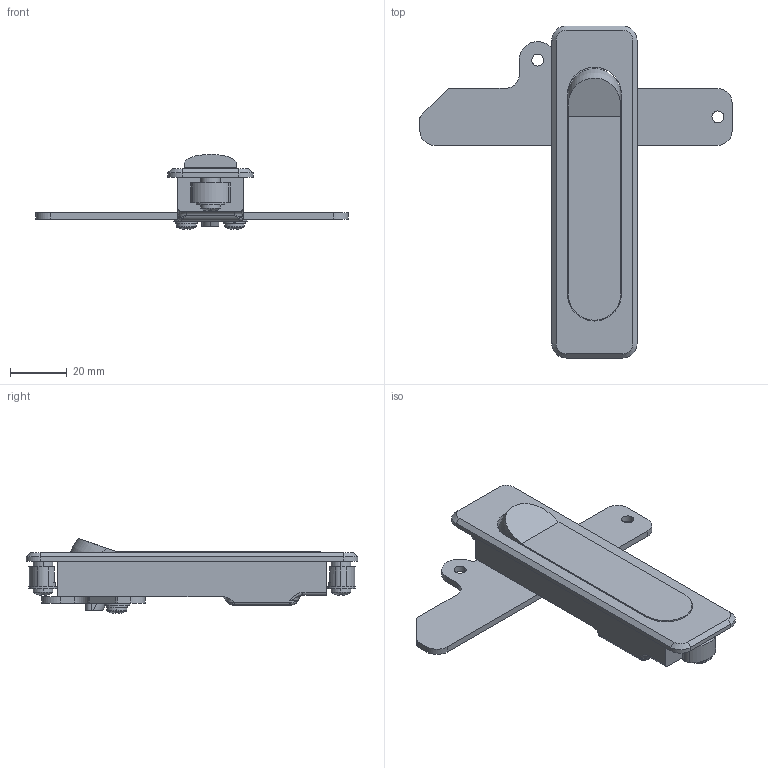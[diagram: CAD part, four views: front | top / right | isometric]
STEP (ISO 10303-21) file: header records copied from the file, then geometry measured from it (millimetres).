
FILE_DESCRIPTION (( 'STEP AP203' ), '1' );
FILE_NAME ('sone3D.STEP', '2017-07-10T02:32:09', ( '' ), ( '' ), 'SwSTEP 2.0', 'SolidWorks 2014', '' );
FILE_SCHEMA (( 'CONFIG_CONTROL_DESIGN' ));
Length unit declared in the file: millimetre
Products named in the file (10): 僆儚儞儚僢僔儍乕S__岞奐梡; TPねじM4_M4×8; スプリングワッシャーM4_JIS B 1251 No.2 5; 暯儚僢僔儍乕M4彫宆娵_冇9.0; 廫帤寠晅側傋彫偹偠M4_M4亊8; 十字穴付なべねじ小M4（平W・SW付）_M4×8; A-250-A-2本体_; sone3D; A-250-A-2ƒnƒ“ƒhƒ‹__A-250-A-2-2ƒnƒ“ƒhƒ‹; AC-25-AB-2__AC-25-AB-2N
Assembly tree (12 placements, depth 3):
  sone3D
    A-250-A-2本体_
    A-250-A-2ƒnƒ“ƒhƒ‹__A-250-A-2-2ƒnƒ“ƒhƒ‹
    AC-25-AB-2__AC-25-AB-2N
    僆儚儞儚僢僔儍乕S__岞奐梡  x2
    TPねじM4_M4×8  x2
    十字穴付なべねじ小M4（平W・SW付）_M4×8  x2
      スプリングワッシャーM4_JIS B 1251 No.2 5
      暯儚僢僔儍乕M4彫宆娵_冇9.0
      廫帤寠晅側傋彫偹偠M4_M4亊8
Bounding box: 110 x 117 x 26.46 mm (x, y, z)
Volume: 33454.6 mm3; surface area: 28123.2 mm2
Topology: 13 solids, 13 shells, 388 faces, 982 edges, 615 vertices
Faces by surface type: plane 182, cylinder 141, cone 22, torus 21, bspline 12, sphere 10
Entity records: 10884 total; most frequent: CARTESIAN_POINT 2320, DIRECTION 1634, ORIENTED_EDGE 1514, EDGE_CURVE 757, AXIS2_PLACEMENT_3D 616, VERTEX_POINT 482, VECTOR 402, LINE 402
